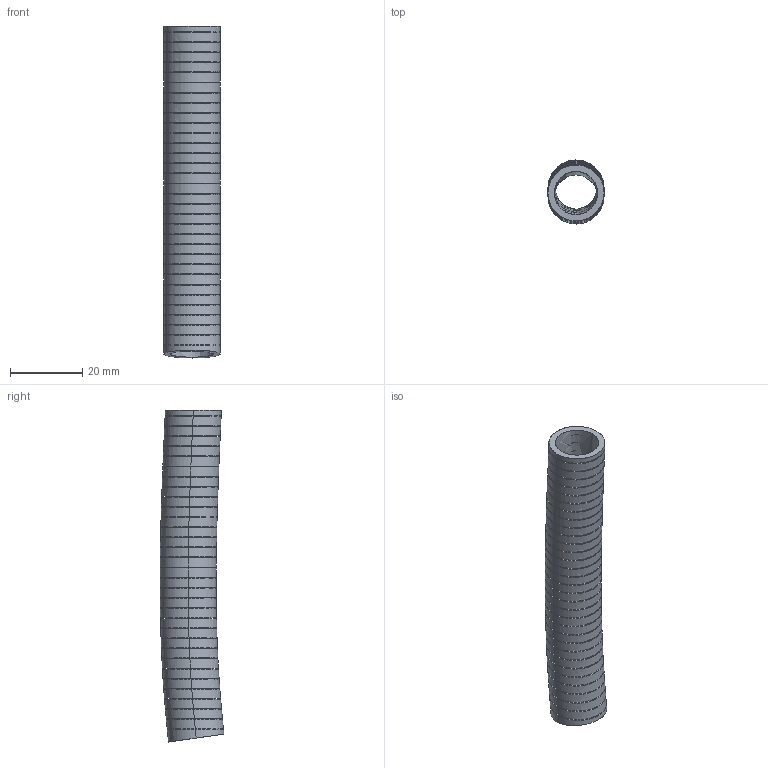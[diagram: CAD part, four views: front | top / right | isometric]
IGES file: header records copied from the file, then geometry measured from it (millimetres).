
Start section: SolidWorks IGES file using analytic representation for surfaces
Global section: file name: SM-1013-HY.IGS; native system: SolidWorks 2007; preprocessor: SolidWorks 2007; author: baystate; date: 071208.045147; units: inch
Bounding box: 15.49 x 17.63 x 91.77 mm (x, y, z)
Surface area: 12050.8 mm2 (no closed solid volume)
Topology: 0 solids, 0 shells, 198 faces, 6207 edges, 6207 vertices
Faces by surface type: bspline 134, revolution 64
